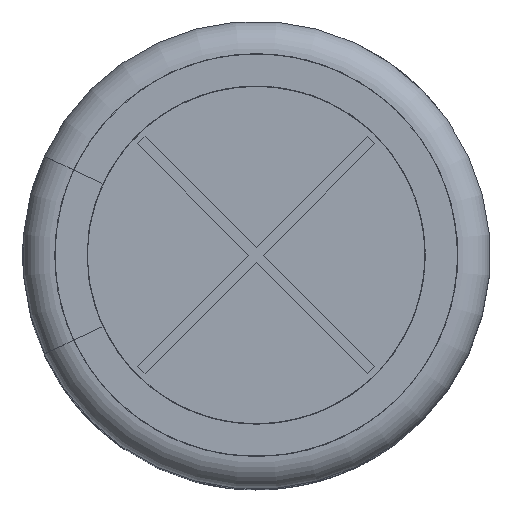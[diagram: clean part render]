
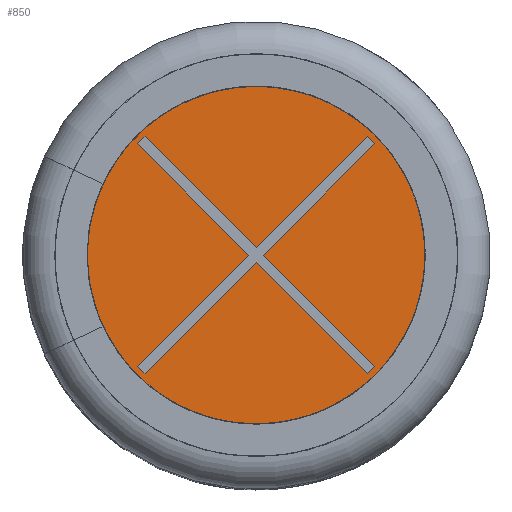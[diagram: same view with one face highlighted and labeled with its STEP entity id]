
A CAD part, top view. The second image highlights one B-rep face of the part: STEP entity #850.
In plain terms, the highlighted planar face has unit normal (0, 0, 1).
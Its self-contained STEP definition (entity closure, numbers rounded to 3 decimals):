
#850 = ADVANCED_FACE( '', ( #2077, #2078 ), #2079, .T. );
#2077 = FACE_OUTER_BOUND( '', #4533, .T. );
#2078 = FACE_BOUND( '', #4534, .T. );
#2079 = PLANE( '', #4535 );
#4533 = EDGE_LOOP( '', ( #10791 ) );
#4534 = EDGE_LOOP( '', ( #10792, #10793, #10794, #10795, #10796, #10797, #10798, #10799, #10800, #10801, #10802, #10803 ) );
#4535 = AXIS2_PLACEMENT_3D( '', #10804, #10805, #10806 );
#10791 = ORIENTED_EDGE( '', *, *, #14562, .F. );
#10792 = ORIENTED_EDGE( '', *, *, #14062, .T. );
#10793 = ORIENTED_EDGE( '', *, *, #14563, .T. );
#10794 = ORIENTED_EDGE( '', *, *, #14542, .T. );
#10795 = ORIENTED_EDGE( '', *, *, #14564, .T. );
#10796 = ORIENTED_EDGE( '', *, *, #14565, .T. );
#10797 = ORIENTED_EDGE( '', *, *, #14566, .T. );
#10798 = ORIENTED_EDGE( '', *, *, #14567, .T. );
#10799 = ORIENTED_EDGE( '', *, *, #14568, .T. );
#10800 = ORIENTED_EDGE( '', *, *, #14492, .T. );
#10801 = ORIENTED_EDGE( '', *, *, #13876, .T. );
#10802 = ORIENTED_EDGE( '', *, *, #13985, .T. );
#10803 = ORIENTED_EDGE( '', *, *, #14569, .T. );
#10804 = CARTESIAN_POINT( '', ( -4.308, 0., 13.78 ) );
#10805 = DIRECTION( '', ( 0., 0., 1. ) );
#10806 = DIRECTION( '', ( 1., 0., 0. ) );
#13876 = EDGE_CURVE( '', #15683, #15684, #15685, .T. );
#13985 = EDGE_CURVE( '', #15684, #15878, #15879, .T. );
#14062 = EDGE_CURVE( '', #16014, #16015, #16016, .T. );
#14492 = EDGE_CURVE( '', #16747, #15683, #16748, .T. );
#14542 = EDGE_CURVE( '', #16827, #16828, #16829, .T. );
#14562 = EDGE_CURVE( '', #16857, #16857, #16858, .T. );
#14563 = EDGE_CURVE( '', #16015, #16827, #16859, .T. );
#14564 = EDGE_CURVE( '', #16828, #16860, #16861, .T. );
#14565 = EDGE_CURVE( '', #16860, #16862, #16863, .T. );
#14566 = EDGE_CURVE( '', #16862, #16864, #16865, .T. );
#14567 = EDGE_CURVE( '', #16864, #16866, #16867, .T. );
#14568 = EDGE_CURVE( '', #16866, #16747, #16868, .T. );
#14569 = EDGE_CURVE( '', #15878, #16014, #16869, .T. );
#15683 = VERTEX_POINT( '', #18394 );
#15684 = VERTEX_POINT( '', #18395 );
#15685 = LINE( '', #18396, #18397 );
#15878 = VERTEX_POINT( '', #18718 );
#15879 = LINE( '', #18719, #18720 );
#16014 = VERTEX_POINT( '', #18924 );
#16015 = VERTEX_POINT( '', #18925 );
#16016 = LINE( '', #18926, #18927 );
#16747 = VERTEX_POINT( '', #20649 );
#16748 = LINE( '', #20650, #20651 );
#16827 = VERTEX_POINT( '', #20836 );
#16828 = VERTEX_POINT( '', #20837 );
#16829 = LINE( '', #20838, #20839 );
#16857 = VERTEX_POINT( '', #20885 );
#16858 = CIRCLE( '', #20886, 4.308 );
#16859 = LINE( '', #20887, #20888 );
#16860 = VERTEX_POINT( '', #20889 );
#16861 = LINE( '', #20890, #20891 );
#16862 = VERTEX_POINT( '', #20892 );
#16863 = LINE( '', #20893, #20894 );
#16864 = VERTEX_POINT( '', #20895 );
#16865 = LINE( '', #20896, #20897 );
#16866 = VERTEX_POINT( '', #20898 );
#16867 = LINE( '', #20899, #20900 );
#16868 = LINE( '', #20901, #20902 );
#16869 = LINE( '', #20903, #20904 );
#18394 = CARTESIAN_POINT( '', ( -2.375, -2.533, 13.78 ) );
#18395 = CARTESIAN_POINT( '', ( -2.533, -2.375, 13.78 ) );
#18396 = CARTESIAN_POINT( '', ( -2.375, -2.533, 13.78 ) );
#18397 = VECTOR( '', #24649, 1000. );
#18718 = CARTESIAN_POINT( '', ( -0.157, 0., 13.78 ) );
#18719 = CARTESIAN_POINT( '', ( -0.157, 0., 13.78 ) );
#18720 = VECTOR( '', #24760, 1000. );
#18924 = CARTESIAN_POINT( '', ( -2.533, 2.375, 13.78 ) );
#18925 = CARTESIAN_POINT( '', ( -2.375, 2.533, 13.78 ) );
#18926 = CARTESIAN_POINT( '', ( -2.375, 2.533, 13.78 ) );
#18927 = VECTOR( '', #24841, 1000. );
#20649 = CARTESIAN_POINT( '', ( 0., -0.157, 13.78 ) );
#20650 = CARTESIAN_POINT( '', ( 0., -0.157, 13.78 ) );
#20651 = VECTOR( '', #25298, 1000. );
#20836 = CARTESIAN_POINT( '', ( 0., 0.157, 13.78 ) );
#20837 = CARTESIAN_POINT( '', ( 2.375, 2.533, 13.78 ) );
#20838 = CARTESIAN_POINT( '', ( 0., 0.157, 13.78 ) );
#20839 = VECTOR( '', #25348, 1000. );
#20885 = CARTESIAN_POINT( '', ( -4.308, 0., 13.78 ) );
#20886 = AXIS2_PLACEMENT_3D( '', #25363, #25364, #25365 );
#20887 = CARTESIAN_POINT( '', ( 0., 0.157, 13.78 ) );
#20888 = VECTOR( '', #25366, 1000. );
#20889 = CARTESIAN_POINT( '', ( 2.533, 2.375, 13.78 ) );
#20890 = CARTESIAN_POINT( '', ( 2.533, 2.375, 13.78 ) );
#20891 = VECTOR( '', #25367, 1000. );
#20892 = CARTESIAN_POINT( '', ( 0.157, 0., 13.78 ) );
#20893 = CARTESIAN_POINT( '', ( 0.157, 0., 13.78 ) );
#20894 = VECTOR( '', #25368, 1000. );
#20895 = CARTESIAN_POINT( '', ( 2.533, -2.375, 13.78 ) );
#20896 = CARTESIAN_POINT( '', ( 0.157, 0., 13.78 ) );
#20897 = VECTOR( '', #25369, 1000. );
#20898 = CARTESIAN_POINT( '', ( 2.375, -2.533, 13.78 ) );
#20899 = CARTESIAN_POINT( '', ( 2.533, -2.375, 13.78 ) );
#20900 = VECTOR( '', #25370, 1000. );
#20901 = CARTESIAN_POINT( '', ( 0., -0.157, 13.78 ) );
#20902 = VECTOR( '', #25371, 1000. );
#20903 = CARTESIAN_POINT( '', ( -0.157, 0., 13.78 ) );
#20904 = VECTOR( '', #25372, 1000. );
#24649 = DIRECTION( '', ( -0.707, 0.707, 0. ) );
#24760 = DIRECTION( '', ( 0.707, 0.707, 0. ) );
#24841 = DIRECTION( '', ( 0.707, 0.707, 0. ) );
#25298 = DIRECTION( '', ( -0.707, -0.707, 0. ) );
#25348 = DIRECTION( '', ( 0.707, 0.707, 0. ) );
#25363 = CARTESIAN_POINT( '', ( 0., 0., 13.78 ) );
#25364 = DIRECTION( '', ( 0., 0., -1. ) );
#25365 = DIRECTION( '', ( -1., 0., 0. ) );
#25366 = DIRECTION( '', ( 0.707, -0.707, 0. ) );
#25367 = DIRECTION( '', ( 0.707, -0.707, 0. ) );
#25368 = DIRECTION( '', ( -0.707, -0.707, 0. ) );
#25369 = DIRECTION( '', ( 0.707, -0.707, 0. ) );
#25370 = DIRECTION( '', ( -0.707, -0.707, 0. ) );
#25371 = DIRECTION( '', ( -0.707, 0.707, 0. ) );
#25372 = DIRECTION( '', ( -0.707, 0.707, 0. ) );
